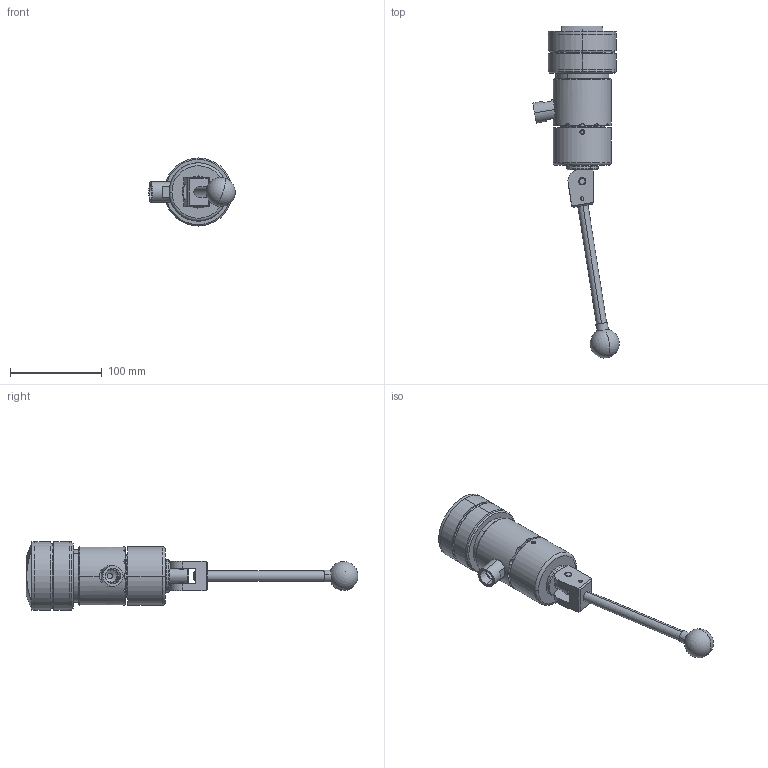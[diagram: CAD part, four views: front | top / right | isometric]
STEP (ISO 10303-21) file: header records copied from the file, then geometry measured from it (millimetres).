
FILE_DESCRIPTION (( 'STEP AP214' ), '1' );
FILE_NAME ('CTSC-003673.STEP', '2025-06-02T22:52:23', ( '' ), ( '' ), 'SwSTEP 2.0', 'SolidWorks 2023', '' );
FILE_SCHEMA (( 'AUTOMOTIVE_DESIGN' ));
Length unit declared in the file: inch
Products named in the file (1): CTSC-003673
Bounding box: 94.33 x 362.52 x 74.3 mm (x, y, z)
Volume: 548133.9 mm3; surface area: 106796.9 mm2
Topology: 10 solids, 12 shells, 316 faces, 756 edges, 475 vertices
Faces by surface type: cylinder 130, plane 111, cone 50, torus 20, bspline 3, sphere 2
Entity records: 15153 total; most frequent: CARTESIAN_POINT 3806, DIRECTION 1529, ORIENTED_EDGE 1494, EDGE_CURVE 747, AXIS2_PLACEMENT_3D 630, VERTEX_POINT 472, EDGE_LOOP 355, UNCERTAINTY_MEASURE_WITH_UNIT 317
